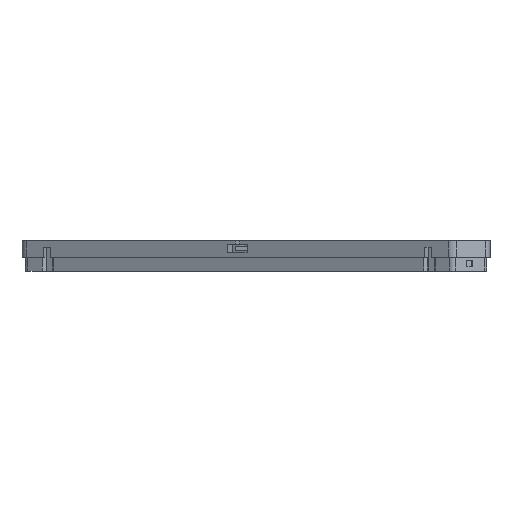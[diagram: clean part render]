
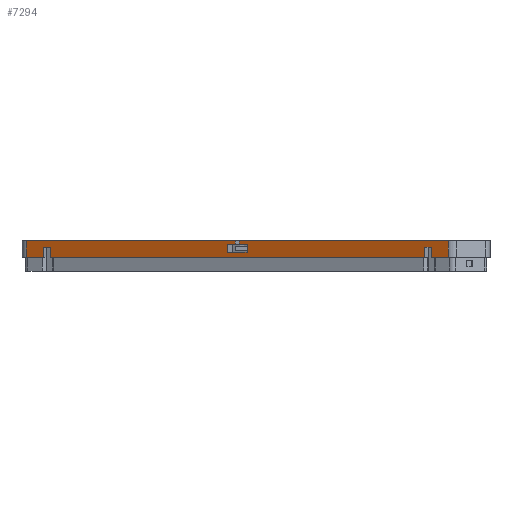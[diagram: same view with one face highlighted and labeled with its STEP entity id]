
A CAD part, left-side view. The second image highlights one B-rep face of the part: STEP entity #7294.
In plain terms, the highlighted planar face has unit normal (-0.866, 0.5, 0).
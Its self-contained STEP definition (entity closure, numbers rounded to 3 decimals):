
#252=FACE_OUTER_BOUND('',#652,.T.);
#652=EDGE_LOOP('',(#5521,#5522,#5523,#5524,#5525,#5526,#5527,#5528,#5529,
#5530,#5531,#5532,#5533,#5534,#5535,#5536,#5537,#5538,#5539,#5540));
#1062=LINE('',#10193,#2062);
#1072=LINE('',#10213,#2072);
#1084=LINE('',#10238,#2084);
#1107=LINE('',#10300,#2107);
#1113=LINE('',#10324,#2113);
#1208=LINE('',#10529,#2208);
#1211=LINE('',#10536,#2211);
#1217=LINE('',#10554,#2217);
#1368=LINE('',#10882,#2368);
#1419=LINE('',#10995,#2419);
#1420=LINE('',#10997,#2420);
#1422=LINE('',#11001,#2422);
#1423=LINE('',#11003,#2423);
#1424=LINE('',#11005,#2424);
#1425=LINE('',#11007,#2425);
#1426=LINE('',#11009,#2426);
#1427=LINE('',#11011,#2427);
#1428=LINE('',#11013,#2428);
#1429=LINE('',#11014,#2429);
#1430=LINE('',#11015,#2430);
#2062=VECTOR('',#8203,10.);
#2072=VECTOR('',#8221,10.);
#2084=VECTOR('',#8241,10.);
#2107=VECTOR('',#8284,10.);
#2113=VECTOR('',#8302,10.);
#2208=VECTOR('',#8449,10.);
#2211=VECTOR('',#8456,10.);
#2217=VECTOR('',#8472,10.);
#2368=VECTOR('',#8743,10.);
#2419=VECTOR('',#8826,10.);
#2420=VECTOR('',#8829,10.);
#2422=VECTOR('',#8835,10.);
#2423=VECTOR('',#8836,10.);
#2424=VECTOR('',#8837,10.);
#2425=VECTOR('',#8838,10.);
#2426=VECTOR('',#8839,10.);
#2427=VECTOR('',#8840,10.);
#2428=VECTOR('',#8841,10.);
#2429=VECTOR('',#8842,10.);
#2430=VECTOR('',#8843,10.);
#3053=VERTEX_POINT('',#10187);
#3055=VERTEX_POINT('',#10191);
#3059=VERTEX_POINT('',#10207);
#3061=VERTEX_POINT('',#10211);
#3069=VERTEX_POINT('',#10235);
#3070=VERTEX_POINT('',#10237);
#3098=VERTEX_POINT('',#10297);
#3099=VERTEX_POINT('',#10299);
#3110=VERTEX_POINT('',#10321);
#3111=VERTEX_POINT('',#10323);
#3197=VERTEX_POINT('',#10535);
#3204=VERTEX_POINT('',#10552);
#3321=VERTEX_POINT('',#10881);
#3367=VERTEX_POINT('',#10993);
#3368=VERTEX_POINT('',#11002);
#3369=VERTEX_POINT('',#11004);
#3370=VERTEX_POINT('',#11006);
#3371=VERTEX_POINT('',#11008);
#3372=VERTEX_POINT('',#11010);
#3373=VERTEX_POINT('',#11012);
#3782=EDGE_CURVE('',#3053,#3055,#1062,.T.);
#3792=EDGE_CURVE('',#3059,#3061,#1072,.T.);
#3804=EDGE_CURVE('',#3070,#3069,#1084,.T.);
#3834=EDGE_CURVE('',#3098,#3099,#1107,.T.);
#3846=EDGE_CURVE('',#3110,#3111,#1113,.T.);
#3950=EDGE_CURVE('',#3061,#3070,#1208,.T.);
#3953=EDGE_CURVE('',#3197,#3059,#1211,.T.);
#3963=EDGE_CURVE('',#3069,#3204,#1217,.T.);
#4128=EDGE_CURVE('',#3321,#3053,#1368,.T.);
#4185=EDGE_CURVE('',#3055,#3367,#1419,.T.);
#4186=EDGE_CURVE('',#3367,#3197,#1420,.T.);
#4188=EDGE_CURVE('',#3204,#3099,#1422,.T.);
#4189=EDGE_CURVE('',#3098,#3368,#1423,.T.);
#4190=EDGE_CURVE('',#3368,#3369,#1424,.T.);
#4191=EDGE_CURVE('',#3369,#3370,#1425,.T.);
#4192=EDGE_CURVE('',#3370,#3371,#1426,.T.);
#4193=EDGE_CURVE('',#3371,#3372,#1427,.T.);
#4194=EDGE_CURVE('',#3372,#3373,#1428,.T.);
#4195=EDGE_CURVE('',#3373,#3111,#1429,.T.);
#4196=EDGE_CURVE('',#3110,#3321,#1430,.T.);
#5521=ORIENTED_EDGE('',*,*,#3804,.T.);
#5522=ORIENTED_EDGE('',*,*,#3963,.T.);
#5523=ORIENTED_EDGE('',*,*,#4188,.T.);
#5524=ORIENTED_EDGE('',*,*,#3834,.F.);
#5525=ORIENTED_EDGE('',*,*,#4189,.T.);
#5526=ORIENTED_EDGE('',*,*,#4190,.T.);
#5527=ORIENTED_EDGE('',*,*,#4191,.T.);
#5528=ORIENTED_EDGE('',*,*,#4192,.T.);
#5529=ORIENTED_EDGE('',*,*,#4193,.T.);
#5530=ORIENTED_EDGE('',*,*,#4194,.T.);
#5531=ORIENTED_EDGE('',*,*,#4195,.T.);
#5532=ORIENTED_EDGE('',*,*,#3846,.F.);
#5533=ORIENTED_EDGE('',*,*,#4196,.T.);
#5534=ORIENTED_EDGE('',*,*,#4128,.T.);
#5535=ORIENTED_EDGE('',*,*,#3782,.T.);
#5536=ORIENTED_EDGE('',*,*,#4185,.T.);
#5537=ORIENTED_EDGE('',*,*,#4186,.T.);
#5538=ORIENTED_EDGE('',*,*,#3953,.T.);
#5539=ORIENTED_EDGE('',*,*,#3792,.T.);
#5540=ORIENTED_EDGE('',*,*,#3950,.T.);
#6946=PLANE('',#7733);
#7294=ADVANCED_FACE('',(#252),#6946,.T.);
#7733=AXIS2_PLACEMENT_3D('',#11000,#8833,#8834);
#8203=DIRECTION('',(0.,0.,1.));
#8221=DIRECTION('',(0.,0.,1.));
#8241=DIRECTION('',(0.,0.,-1.));
#8284=DIRECTION('',(-0.5,-0.866,0.));
#8302=DIRECTION('',(-0.5,-0.866,0.));
#8449=DIRECTION('',(-0.5,-0.866,0.));
#8456=DIRECTION('',(-0.5,-0.866,0.));
#8472=DIRECTION('',(-0.5,-0.866,0.));
#8743=DIRECTION('',(-0.5,-0.866,0.));
#8826=DIRECTION('',(-0.5,-0.866,0.));
#8829=DIRECTION('',(0.,0.,-1.));
#8833=DIRECTION('center_axis',(-0.866,0.5,0.));
#8834=DIRECTION('ref_axis',(0.5,0.866,0.));
#8835=DIRECTION('',(0.,0.,1.));
#8836=DIRECTION('',(0.,0.,-1.));
#8837=DIRECTION('',(-0.5,-0.866,0.));
#8838=DIRECTION('',(0.,0.,-1.));
#8839=DIRECTION('',(0.5,0.866,0.));
#8840=DIRECTION('',(0.,0.,1.));
#8841=DIRECTION('',(-0.5,-0.866,0.));
#8842=DIRECTION('',(0.,0.,1.));
#8843=DIRECTION('',(0.,0.,-1.));
#10187=CARTESIAN_POINT('',(-12.605,103.9,6.8));
#10191=CARTESIAN_POINT('',(-12.605,103.9,10.6));
#10193=CARTESIAN_POINT('',(-12.605,103.9,5.8));
#10207=CARTESIAN_POINT('',(-94.783,-38.436,6.8));
#10211=CARTESIAN_POINT('',(-94.783,-38.436,10.6));
#10213=CARTESIAN_POINT('',(-94.783,-38.436,5.8));
#10235=CARTESIAN_POINT('',(-96.283,-41.034,6.8));
#10237=CARTESIAN_POINT('',(-96.283,-41.034,10.6));
#10238=CARTESIAN_POINT('',(-96.283,-41.034,5.8));
#10297=CARTESIAN_POINT('',(-54.844,30.741,13.));
#10299=CARTESIAN_POINT('',(-99.9,-47.299,13.));
#10300=CARTESIAN_POINT('',(-99.9,-47.299,13.));
#10321=CARTESIAN_POINT('',(-8.988,110.166,13.));
#10323=CARTESIAN_POINT('',(-54.044,32.126,13.));
#10324=CARTESIAN_POINT('',(-99.9,-47.299,13.));
#10529=CARTESIAN_POINT('',(-97.717,-43.517,10.6));
#10535=CARTESIAN_POINT('',(-14.105,101.302,6.8));
#10536=CARTESIAN_POINT('',(-77.053,-7.726,6.8));
#10552=CARTESIAN_POINT('',(-99.9,-47.299,6.8));
#10554=CARTESIAN_POINT('',(-77.053,-7.726,6.8));
#10881=CARTESIAN_POINT('',(-8.988,110.166,6.8));
#10882=CARTESIAN_POINT('',(-77.053,-7.726,6.8));
#10993=CARTESIAN_POINT('',(-14.105,101.302,10.6));
#10995=CARTESIAN_POINT('',(-56.628,27.651,10.6));
#10997=CARTESIAN_POINT('',(-14.105,101.302,5.8));
#11000=CARTESIAN_POINT('Origin',(-99.9,-47.299,10.));
#11001=CARTESIAN_POINT('',(-99.9,-47.299,10.));
#11002=CARTESIAN_POINT('',(-54.844,30.741,11.7));
#11003=CARTESIAN_POINT('',(-54.844,30.741,11.5));
#11004=CARTESIAN_POINT('',(-56.544,27.796,11.7));
#11005=CARTESIAN_POINT('',(-76.122,-6.114,11.7));
#11006=CARTESIAN_POINT('',(-56.544,27.796,8.7));
#11007=CARTESIAN_POINT('',(-56.544,27.796,10.85));
#11008=CARTESIAN_POINT('',(-52.344,35.071,8.7));
#11009=CARTESIAN_POINT('',(-78.222,-9.751,8.7));
#11010=CARTESIAN_POINT('',(-52.344,35.071,11.7));
#11011=CARTESIAN_POINT('',(-52.344,35.071,9.35));
#11012=CARTESIAN_POINT('',(-54.044,32.126,11.7));
#11013=CARTESIAN_POINT('',(-76.122,-6.114,11.7));
#11014=CARTESIAN_POINT('',(-54.044,32.126,11.5));
#11015=CARTESIAN_POINT('',(-8.988,110.166,10.));
